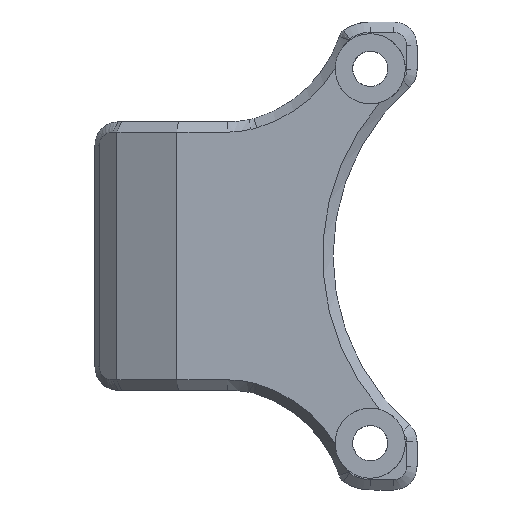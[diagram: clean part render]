
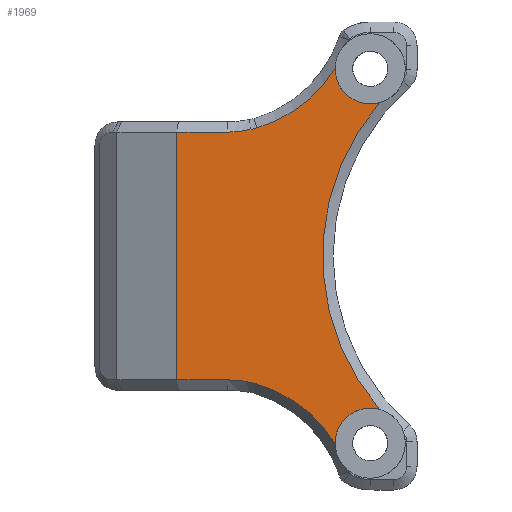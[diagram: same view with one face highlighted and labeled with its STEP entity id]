
A CAD part, top view. The second image highlights one B-rep face of the part: STEP entity #1969.
In plain terms, the highlighted planar face has unit normal (0, 0, 1).
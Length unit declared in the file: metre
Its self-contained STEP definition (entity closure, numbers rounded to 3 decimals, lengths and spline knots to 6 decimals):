
#82=CIRCLE('',#2110,0.011766);
#83=CIRCLE('',#2111,0.003);
#84=CIRCLE('',#2112,0.020067);
#85=CIRCLE('',#2113,0.003);
#86=CIRCLE('',#2114,0.011766);
#174=B_SPLINE_CURVE_WITH_KNOTS('',3,(#2935,#2936,#2937,#2938),
 .UNSPECIFIED.,.F.,.F.,(4,4),(0.,1.),.UNSPECIFIED.);
#175=B_SPLINE_CURVE_WITH_KNOTS('',3,(#2947,#2948,#2949,#2950),
 .UNSPECIFIED.,.F.,.F.,(4,4),(0.,1.),.UNSPECIFIED.);
#176=B_SPLINE_CURVE_WITH_KNOTS('',3,(#2952,#2953,#2954,#2955),
 .UNSPECIFIED.,.F.,.F.,(4,4),(0.000003,1.),.UNSPECIFIED.);
#177=B_SPLINE_CURVE_WITH_KNOTS('',3,(#2967,#2968,#2969,#2970),
 .UNSPECIFIED.,.F.,.F.,(4,4),(0.,1.),.UNSPECIFIED.);
#275=ORIENTED_EDGE('',*,*,#890,.T.);
#276=ORIENTED_EDGE('',*,*,#891,.T.);
#277=ORIENTED_EDGE('',*,*,#892,.T.);
#278=ORIENTED_EDGE('',*,*,#893,.T.);
#279=ORIENTED_EDGE('',*,*,#894,.T.);
#280=ORIENTED_EDGE('',*,*,#895,.T.);
#281=ORIENTED_EDGE('',*,*,#896,.T.);
#282=ORIENTED_EDGE('',*,*,#897,.F.);
#283=ORIENTED_EDGE('',*,*,#898,.T.);
#284=ORIENTED_EDGE('',*,*,#899,.F.);
#285=ORIENTED_EDGE('',*,*,#900,.T.);
#286=ORIENTED_EDGE('',*,*,#901,.T.);
#890=EDGE_CURVE('',#1197,#1198,#174,.T.);
#891=EDGE_CURVE('',#1198,#1199,#1383,.T.);
#892=EDGE_CURVE('',#1199,#1200,#1384,.T.);
#893=EDGE_CURVE('',#1200,#1201,#1385,.T.);
#894=EDGE_CURVE('',#1201,#1202,#175,.T.);
#895=EDGE_CURVE('',#1202,#1203,#176,.T.);
#896=EDGE_CURVE('',#1203,#1204,#82,.F.);
#897=EDGE_CURVE('',#1205,#1204,#83,.T.);
#898=EDGE_CURVE('',#1205,#1206,#84,.F.);
#899=EDGE_CURVE('',#1207,#1206,#85,.T.);
#900=EDGE_CURVE('',#1207,#1208,#86,.F.);
#901=EDGE_CURVE('',#1208,#1197,#177,.T.);
#1197=VERTEX_POINT('',#2939);
#1198=VERTEX_POINT('',#2940);
#1199=VERTEX_POINT('',#2942);
#1200=VERTEX_POINT('',#2944);
#1201=VERTEX_POINT('',#2946);
#1202=VERTEX_POINT('',#2951);
#1203=VERTEX_POINT('',#2956);
#1204=VERTEX_POINT('',#2958);
#1205=VERTEX_POINT('',#2960);
#1206=VERTEX_POINT('',#2962);
#1207=VERTEX_POINT('',#2964);
#1208=VERTEX_POINT('',#2966);
#1383=LINE('',#2941,#1535);
#1384=LINE('',#2943,#1536);
#1385=LINE('',#2945,#1537);
#1535=VECTOR('',#2353,1.);
#1536=VECTOR('',#2354,1.);
#1537=VECTOR('',#2355,1.);
#1658=EDGE_LOOP('',(#275,#276,#277,#278,#279,#280,#281,#282,#283,#284,#285,
#286));
#1787=FACE_BOUND('',#1658,.T.);
#1916=PLANE('',#2109);
#1969=ADVANCED_FACE('',(#1787),#1916,.T.);
#2109=AXIS2_PLACEMENT_3D('',#2934,#2351,#2352);
#2110=AXIS2_PLACEMENT_3D('',#2957,#2356,#2357);
#2111=AXIS2_PLACEMENT_3D('',#2959,#2358,#2359);
#2112=AXIS2_PLACEMENT_3D('',#2961,#2360,#2361);
#2113=AXIS2_PLACEMENT_3D('',#2963,#2362,#2363);
#2114=AXIS2_PLACEMENT_3D('',#2965,#2364,#2365);
#2351=DIRECTION('',(0.,0.,1.));
#2352=DIRECTION('',(1.,0.,0.));
#2353=DIRECTION('',(-1.,0.,0.));
#2354=DIRECTION('',(0.,-1.,0.));
#2355=DIRECTION('',(1.,0.,0.));
#2356=DIRECTION('',(0.,0.,1.));
#2357=DIRECTION('',(0.,-1.,0.));
#2358=DIRECTION('',(0.,0.,1.));
#2359=DIRECTION('',(0.,-1.,0.));
#2360=DIRECTION('',(0.,0.,1.));
#2361=DIRECTION('',(0.,-1.,0.));
#2362=DIRECTION('',(0.,0.,1.));
#2363=DIRECTION('',(0.,-1.,0.));
#2364=DIRECTION('',(0.,0.,1.));
#2365=DIRECTION('',(0.,-1.,0.));
#2934=CARTESIAN_POINT('',(-0.038605,0.,0.042));
#2935=CARTESIAN_POINT('',(-0.055033,0.010816,0.042));
#2936=CARTESIAN_POINT('',(-0.055694,0.010665,0.042));
#2937=CARTESIAN_POINT('',(-0.056365,0.010589,0.042));
#2938=CARTESIAN_POINT('',(-0.057046,0.010589,0.042));
#2939=CARTESIAN_POINT('',(-0.055033,0.010816,0.042));
#2940=CARTESIAN_POINT('',(-0.057046,0.010589,0.042));
#2941=CARTESIAN_POINT('',(-0.061371,0.010589,0.042));
#2942=CARTESIAN_POINT('',(-0.061371,0.010589,0.042));
#2943=CARTESIAN_POINT('',(-0.061371,0.,0.042));
#2944=CARTESIAN_POINT('',(-0.061371,-0.010589,0.042));
#2945=CARTESIAN_POINT('',(-0.038605,-0.010589,0.042));
#2946=CARTESIAN_POINT('',(-0.057046,-0.010589,0.042));
#2947=CARTESIAN_POINT('',(-0.057046,-0.010589,0.042));
#2948=CARTESIAN_POINT('',(-0.056276,-0.01059,0.042));
#2949=CARTESIAN_POINT('',(-0.055523,-0.010685,0.042));
#2950=CARTESIAN_POINT('',(-0.054787,-0.010876,0.042));
#2951=CARTESIAN_POINT('',(-0.054787,-0.010876,0.042));
#2952=CARTESIAN_POINT('',(-0.054787,-0.010876,0.042));
#2953=CARTESIAN_POINT('',(-0.054706,-0.010898,0.042));
#2954=CARTESIAN_POINT('',(-0.054625,-0.01092,0.042));
#2955=CARTESIAN_POINT('',(-0.054544,-0.010943,0.042));
#2956=CARTESIAN_POINT('',(-0.054544,-0.010943,0.042));
#2957=CARTESIAN_POINT('',(-0.05784,-0.022237,0.042));
#2958=CARTESIAN_POINT('',(-0.047842,-0.016035,0.042));
#2959=CARTESIAN_POINT('',(-0.044842,-0.016,0.042));
#2960=CARTESIAN_POINT('',(-0.044033,-0.013111,0.042));
#2961=CARTESIAN_POINT('',(-0.028842,0.,0.042));
#2962=CARTESIAN_POINT('',(-0.044033,0.013111,0.042));
#2963=CARTESIAN_POINT('',(-0.044842,0.016,0.042));
#2964=CARTESIAN_POINT('',(-0.047842,0.016035,0.042));
#2965=CARTESIAN_POINT('',(-0.05784,0.022237,0.042));
#2966=CARTESIAN_POINT('',(-0.054544,0.010943,0.042));
#2967=CARTESIAN_POINT('',(-0.054544,0.010943,0.042));
#2968=CARTESIAN_POINT('',(-0.054707,0.0109,0.042));
#2969=CARTESIAN_POINT('',(-0.05487,0.010858,0.042));
#2970=CARTESIAN_POINT('',(-0.055033,0.010816,0.042));
